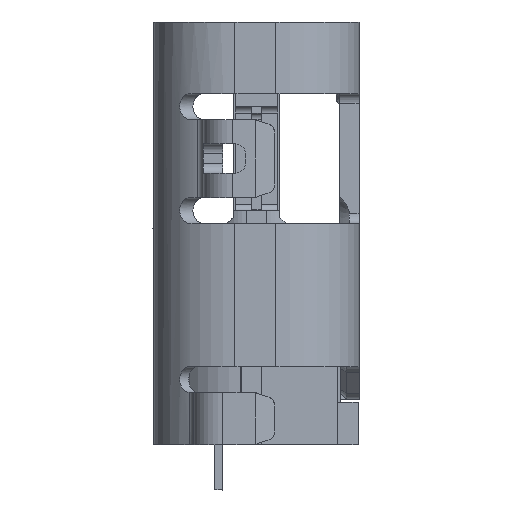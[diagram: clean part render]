
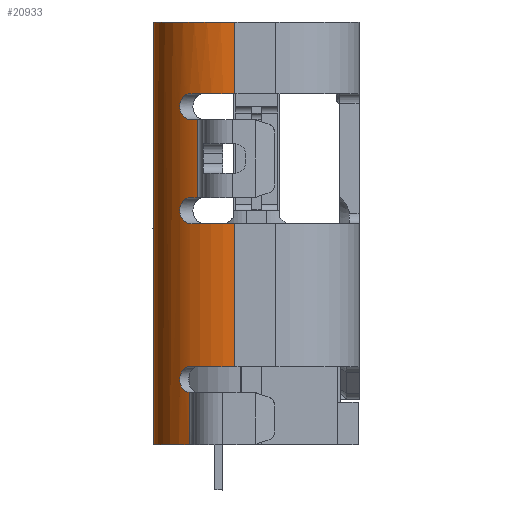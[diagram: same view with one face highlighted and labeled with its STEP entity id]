
A CAD part, left-side view. The second image highlights one B-rep face of the part: STEP entity #20933.
In plain terms, the highlighted cylindrical face has radius 1.25 mm (diameter 2.5 mm), a partial arc.
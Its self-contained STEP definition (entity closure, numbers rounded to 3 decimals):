
#340=CYLINDRICAL_SURFACE('',#22401,1.25);
#391=B_SPLINE_CURVE_WITH_KNOTS('',3,(#33787,#33788,#33789,#33790,#33791),
 .UNSPECIFIED.,.F.,.F.,(4,1,4),(0.,0.,
0.001),.UNSPECIFIED.);
#400=B_SPLINE_CURVE_WITH_KNOTS('',3,(#34427,#34428,#34429,#34430,#34431),
 .UNSPECIFIED.,.F.,.F.,(4,1,4),(0.,0.,
0.001),.UNSPECIFIED.);
#401=B_SPLINE_CURVE_WITH_KNOTS('',3,(#34433,#34434,#34435,#34436,#34437),
 .UNSPECIFIED.,.F.,.F.,(4,1,4),(0.,0.,
0.001),.UNSPECIFIED.);
#486=CIRCLE('',#21483,1.25);
#636=CIRCLE('',#21741,1.25);
#654=CIRCLE('',#21772,1.25);
#656=CIRCLE('',#21777,1.25);
#669=CIRCLE('',#21813,1.25);
#683=CIRCLE('',#21832,1.25);
#792=CIRCLE('',#22056,1.25);
#6090=ORIENTED_EDGE('',*,*,#8504,.T.);
#6091=ORIENTED_EDGE('',*,*,#7977,.T.);
#6092=ORIENTED_EDGE('',*,*,#8584,.T.);
#6093=ORIENTED_EDGE('',*,*,#8368,.F.);
#6094=ORIENTED_EDGE('',*,*,#8668,.T.);
#6095=ORIENTED_EDGE('',*,*,#8680,.T.);
#6096=ORIENTED_EDGE('',*,*,#7870,.T.);
#6097=ORIENTED_EDGE('',*,*,#7844,.T.);
#6098=ORIENTED_EDGE('',*,*,#7951,.T.);
#6099=ORIENTED_EDGE('',*,*,#8692,.T.);
#6100=ORIENTED_EDGE('',*,*,#7294,.T.);
#6101=ORIENTED_EDGE('',*,*,#8554,.T.);
#6102=ORIENTED_EDGE('',*,*,#7813,.T.);
#6103=ORIENTED_EDGE('',*,*,#8693,.T.);
#6104=ORIENTED_EDGE('',*,*,#7884,.T.);
#7294=EDGE_CURVE('',#9459,#9469,#486,.T.);
#7813=EDGE_CURVE('',#9935,#9934,#636,.T.);
#7844=EDGE_CURVE('',#9955,#9958,#11807,.T.);
#7870=EDGE_CURVE('',#9974,#9955,#654,.T.);
#7884=EDGE_CURVE('',#9980,#9983,#656,.T.);
#7951=EDGE_CURVE('',#9958,#10031,#669,.T.);
#7977=EDGE_CURVE('',#10049,#10048,#683,.T.);
#8368=EDGE_CURVE('',#10274,#10275,#792,.T.);
#8504=EDGE_CURVE('',#9983,#10049,#12228,.T.);
#8554=EDGE_CURVE('',#9469,#9935,#12258,.T.);
#8584=EDGE_CURVE('',#10048,#10275,#12277,.T.);
#8668=EDGE_CURVE('',#10274,#10355,#12323,.T.);
#8680=EDGE_CURVE('',#10355,#9974,#391,.T.);
#8692=EDGE_CURVE('',#10031,#9459,#400,.T.);
#8693=EDGE_CURVE('',#9934,#9980,#401,.T.);
#9459=VERTEX_POINT('',#29810);
#9469=VERTEX_POINT('',#29830);
#9934=VERTEX_POINT('',#31078);
#9935=VERTEX_POINT('',#31080);
#9955=VERTEX_POINT('',#31138);
#9958=VERTEX_POINT('',#31143);
#9974=VERTEX_POINT('',#31210);
#9980=VERTEX_POINT('',#31227);
#9983=VERTEX_POINT('',#31235);
#10031=VERTEX_POINT('',#31370);
#10048=VERTEX_POINT('',#31437);
#10049=VERTEX_POINT('',#31439);
#10274=VERTEX_POINT('',#32441);
#10275=VERTEX_POINT('',#32443);
#10355=VERTEX_POINT('',#33346);
#11807=LINE('',#31144,#13776);
#12228=LINE('',#32877,#14197);
#12258=LINE('',#32984,#14227);
#12277=LINE('',#33044,#14246);
#12323=LINE('',#33347,#14292);
#13776=VECTOR('',#25476,1000.);
#14197=VECTOR('',#26701,1000.);
#14227=VECTOR('',#26825,1000.);
#14246=VECTOR('',#26910,1000.);
#14292=VECTOR('',#27180,1000.);
#15282=EDGE_LOOP('',(#6090,#6091,#6092,#6093,#6094,#6095,#6096,#6097,#6098,
#6099,#6100,#6101,#6102,#6103,#6104));
#16265=FACE_BOUND('',#15282,.T.);
#20933=ADVANCED_FACE('',(#16265),#340,.T.);
#21483=AXIS2_PLACEMENT_3D('',#29831,#24571,#24572);
#21741=AXIS2_PLACEMENT_3D('',#31079,#25422,#25423);
#21772=AXIS2_PLACEMENT_3D('',#31209,#25520,#25521);
#21777=AXIS2_PLACEMENT_3D('',#31236,#25542,#25543);
#21813=AXIS2_PLACEMENT_3D('',#31372,#25665,#25666);
#21832=AXIS2_PLACEMENT_3D('',#31438,#25714,#25715);
#22056=AXIS2_PLACEMENT_3D('',#32442,#26412,#26413);
#22401=AXIS2_PLACEMENT_3D('',#34438,#27286,#27287);
#24571=DIRECTION('',(0.,0.,1.));
#24572=DIRECTION('',(1.,0.,0.));
#25422=DIRECTION('',(0.,0.,-1.));
#25423=DIRECTION('',(1.,0.,0.));
#25476=DIRECTION('',(0.,0.,1.));
#25520=DIRECTION('',(0.,0.,1.));
#25521=DIRECTION('',(-1.,0.,0.));
#25542=DIRECTION('',(0.,0.,1.));
#25543=DIRECTION('',(1.,0.,0.));
#25665=DIRECTION('',(0.,0.,-1.));
#25666=DIRECTION('',(0.,-1.,0.));
#25714=DIRECTION('',(0.,0.,-1.));
#25715=DIRECTION('',(1.,0.,0.));
#26412=DIRECTION('',(0.,0.,-1.));
#26413=DIRECTION('',(-1.,0.,0.));
#26701=DIRECTION('',(0.,0.,1.));
#26825=DIRECTION('',(0.,0.,1.));
#26910=DIRECTION('',(0.,0.,-1.));
#27180=DIRECTION('',(0.,0.,1.));
#27286=DIRECTION('',(0.,0.,-1.));
#27287=DIRECTION('',(1.,0.,0.));
#29810=CARTESIAN_POINT('',(-4.261,1.022,-2.7));
#29830=CARTESIAN_POINT('',(-4.332,0.901,-2.7));
#29831=CARTESIAN_POINT('',(-3.22,0.33,-2.7));
#31078=CARTESIAN_POINT('',(-4.261,1.022,-1.5));
#31079=CARTESIAN_POINT('',(-3.22,0.33,-1.5));
#31080=CARTESIAN_POINT('',(-4.332,0.901,-1.5));
#31138=CARTESIAN_POINT('',(-4.47,0.33,-5.3));
#31143=CARTESIAN_POINT('',(-4.47,0.33,-3.1));
#31144=CARTESIAN_POINT('',(-4.47,0.33,-6.5));
#31209=CARTESIAN_POINT('',(-3.22,0.33,-5.3));
#31210=CARTESIAN_POINT('',(-4.261,1.022,-5.3));
#31227=CARTESIAN_POINT('',(-4.261,1.022,-1.1));
#31235=CARTESIAN_POINT('',(-4.47,0.33,-1.1));
#31236=CARTESIAN_POINT('',(-3.22,0.33,-1.1));
#31370=CARTESIAN_POINT('',(-4.261,1.022,-3.1));
#31372=CARTESIAN_POINT('',(-3.22,0.33,-3.1));
#31437=CARTESIAN_POINT('',(-3.22,1.58,0.));
#31438=CARTESIAN_POINT('',(-3.22,0.33,0.));
#31439=CARTESIAN_POINT('',(-4.47,0.33,0.));
#32441=CARTESIAN_POINT('',(-4.252,1.035,-6.5));
#32442=CARTESIAN_POINT('',(-3.22,0.33,-6.5));
#32443=CARTESIAN_POINT('',(-3.22,1.58,-6.5));
#32877=CARTESIAN_POINT('',(-4.47,0.33,-6.5));
#32984=CARTESIAN_POINT('',(-4.332,0.901,-6.5));
#33044=CARTESIAN_POINT('',(-3.22,1.58,-6.5));
#33346=CARTESIAN_POINT('',(-4.252,1.035,-5.699));
#33347=CARTESIAN_POINT('',(-4.252,1.035,-6.5));
#33787=CARTESIAN_POINT('',(-4.252,1.035,-5.699));
#33788=CARTESIAN_POINT('',(-4.194,1.12,-5.692));
#33789=CARTESIAN_POINT('',(-4.075,1.245,-5.489));
#33790=CARTESIAN_POINT('',(-4.203,1.108,-5.3));
#33791=CARTESIAN_POINT('',(-4.261,1.022,-5.3));
#34427=CARTESIAN_POINT('',(-4.261,1.022,-3.1));
#34428=CARTESIAN_POINT('',(-4.202,1.111,-3.1));
#34429=CARTESIAN_POINT('',(-4.071,1.249,-2.9));
#34430=CARTESIAN_POINT('',(-4.202,1.111,-2.7));
#34431=CARTESIAN_POINT('',(-4.261,1.022,-2.7));
#34433=CARTESIAN_POINT('',(-4.261,1.022,-1.5));
#34434=CARTESIAN_POINT('',(-4.202,1.111,-1.5));
#34435=CARTESIAN_POINT('',(-4.071,1.249,-1.3));
#34436=CARTESIAN_POINT('',(-4.202,1.111,-1.1));
#34437=CARTESIAN_POINT('',(-4.261,1.022,-1.1));
#34438=CARTESIAN_POINT('',(-3.22,0.33,-6.5));
